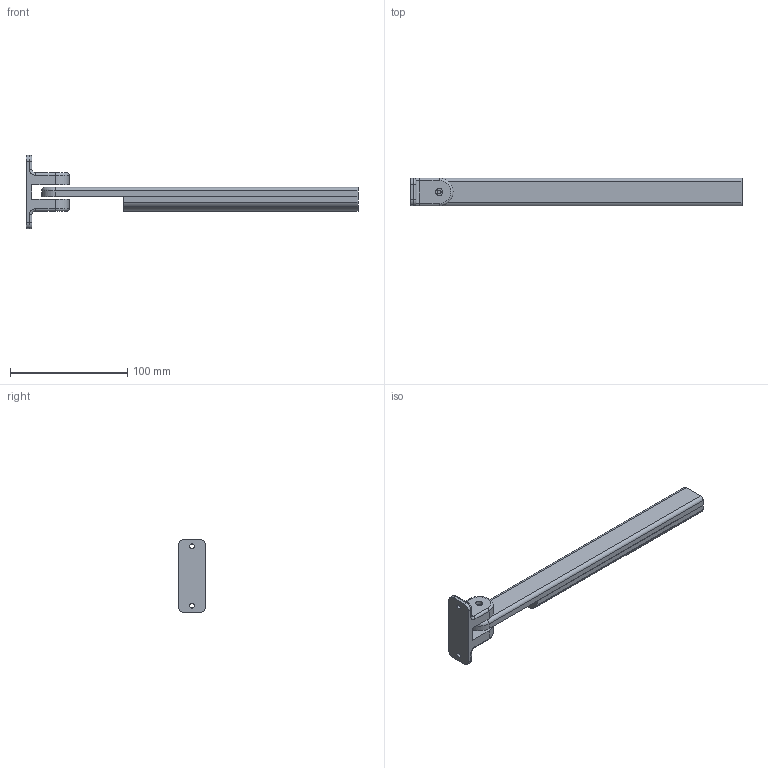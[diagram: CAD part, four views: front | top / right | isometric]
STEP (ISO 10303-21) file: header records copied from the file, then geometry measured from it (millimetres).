
FILE_DESCRIPTION(/* description */ (''),/* implementation_level */ '2;1');
FILE_NAME(/* name */ 'Light Bar.step',/* time_stamp */ '2026-02-14T21:34:48Z',/* author */ (''),/* organization */ (''),/* preprocessor_version */ 'ST-DEVELOPER v20.1',/* originating_system */ 'Autodesk Translation Framework v14.24.0.0',/* authorisation */ '');
FILE_SCHEMA (('AUTOMOTIVE_DESIGN { 1 0 10303 214 3 1 1 }'));
Length unit declared in the file: millimetre
Products named in the file (8): Light Bar; lid; Case; arm; bearings; WallMount; LED strip; esp
Assembly tree (7 placements, depth 2):
  Light Bar
    lid
    Case
    arm
    bearings
    WallMount
    LED strip
    esp
Bounding box: 283.25 x 23.51 x 62.72 mm (x, y, z)
Volume: 104236.2 mm3; surface area: 60410.7 mm2
Topology: 7 solids, 7 shells, 808 faces, 2148 edges, 1417 vertices
Faces by surface type: plane 438, bspline 222, cylinder 135, torus 11, cone 2
Full cylindrical faces by diameter (mm): 0.6 x16, 1.27 x16, 1.7 x2, 2.8 x1, 2.9 x1, 3 x1, 4 x2, 5.1 x16, 6 x1, 10 x1, 10.05 x1
Entity records: 28272 total; most frequent: CARTESIAN_POINT 9090, ORIENTED_EDGE 4296, DIRECTION 3213, EDGE_CURVE 2148, VERTEX_POINT 1417, LINE 1381, VECTOR 1381, AXIS2_PLACEMENT_3D 916
